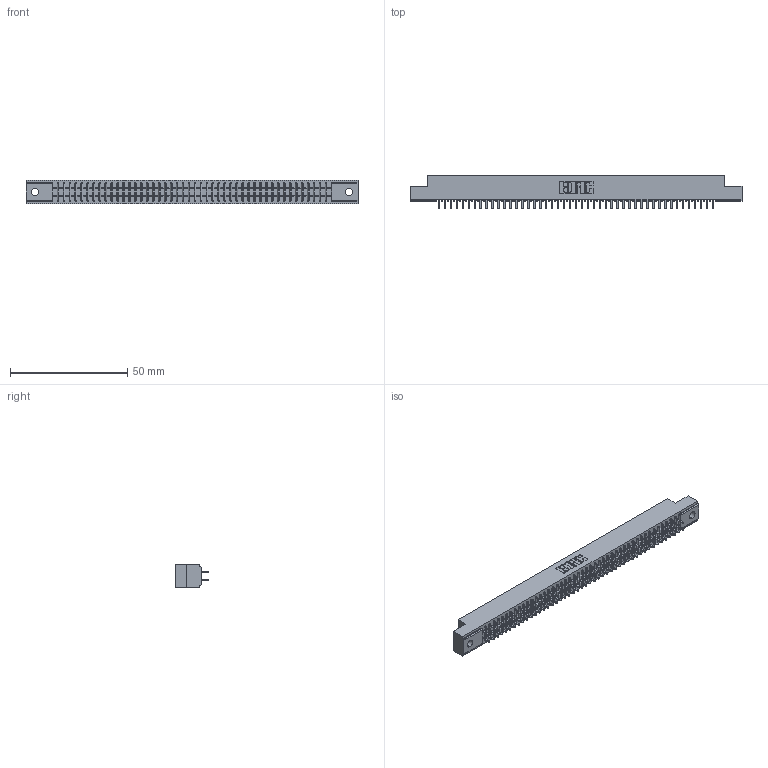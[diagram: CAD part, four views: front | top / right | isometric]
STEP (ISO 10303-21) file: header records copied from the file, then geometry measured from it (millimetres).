
FILE_DESCRIPTION (( 'STEP AP203' ), '1' );
FILE_NAME ('341-094-520-202.STEP', '2018-08-08T00:59:39', ( '' ), ( '' ), 'SwSTEP 2.0', 'SolidWorks 2016', '' );
FILE_SCHEMA (( 'CONFIG_CONTROL_DESIGN' ));
Length unit declared in the file: inch
Products named in the file (3): 341 Part_.128 (3.25) Dia Mounting Holes; 341-292-001_341-292-120; 341-094-520-202
Assembly tree (95 placements, depth 2):
  341-094-520-202
    341 Part_.128 (3.25) Dia Mounting Holes
    341-292-001_341-292-120  x94
Bounding box: 141.6 x 14.27 x 10.16 mm (x, y, z)
Volume: 10424.8 mm3; surface area: 18324 mm2
Topology: 95 solids, 95 shells, 6320 faces, 18317 edges, 11862 vertices
Faces by surface type: plane 3828, cylinder 2304, sphere 96, torus 92
Entity records: 56216 total; most frequent: CARTESIAN_POINT 9345, ORIENTED_EDGE 9286, DIRECTION 9065, EDGE_CURVE 4643, LINE 3757, VECTOR 3757, VERTEX_POINT 2934, AXIS2_PLACEMENT_3D 2654
